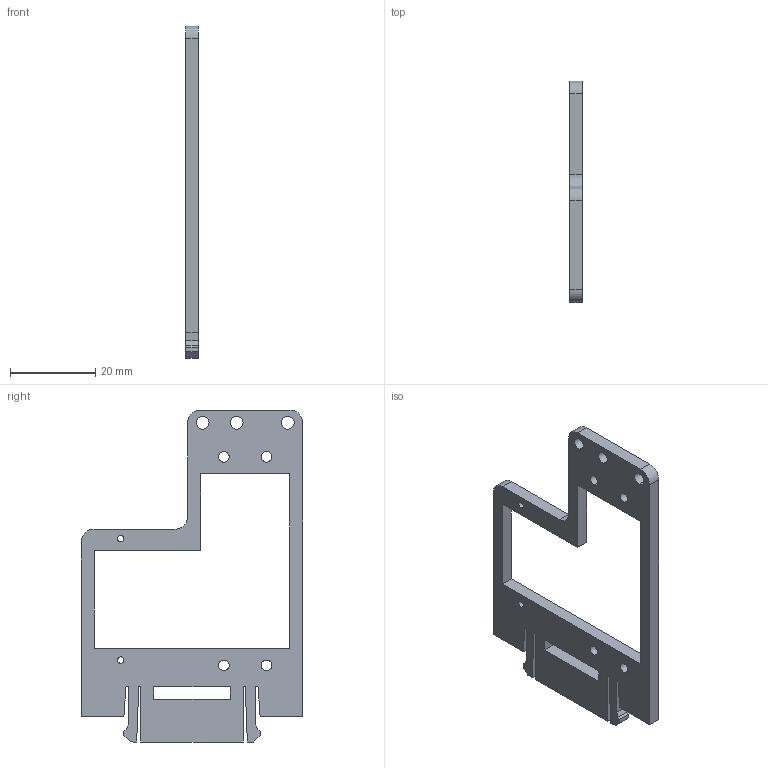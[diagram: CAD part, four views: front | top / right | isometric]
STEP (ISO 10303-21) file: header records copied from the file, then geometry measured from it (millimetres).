
FILE_DESCRIPTION (( 'STEP AP203' ), '1' );
FILE_NAME ('eye-frame-1.step', '2015-02-17T12:48:55', ( 'Cesar' ), ( '' ), 'SwSTEP 2.0', 'SolidWorks 2013', '' );
FILE_SCHEMA (( 'CONFIG_CONTROL_DESIGN' ));
Length unit declared in the file: millimetre
Products named in the file (1): eye-frame-1
Bounding box: 3 x 52 x 78 mm (x, y, z)
Volume: 4979.3 mm3; surface area: 5176.3 mm2
Topology: 1 solids, 1 shells, 64 faces, 186 edges, 124 vertices
Faces by surface type: plane 42, cylinder 22
Entity records: 2235 total; most frequent: CARTESIAN_POINT 375, ORIENTED_EDGE 372, DIRECTION 360, EDGE_CURVE 186, VECTOR 142, LINE 142, VERTEX_POINT 124, AXIS2_PLACEMENT_3D 109
